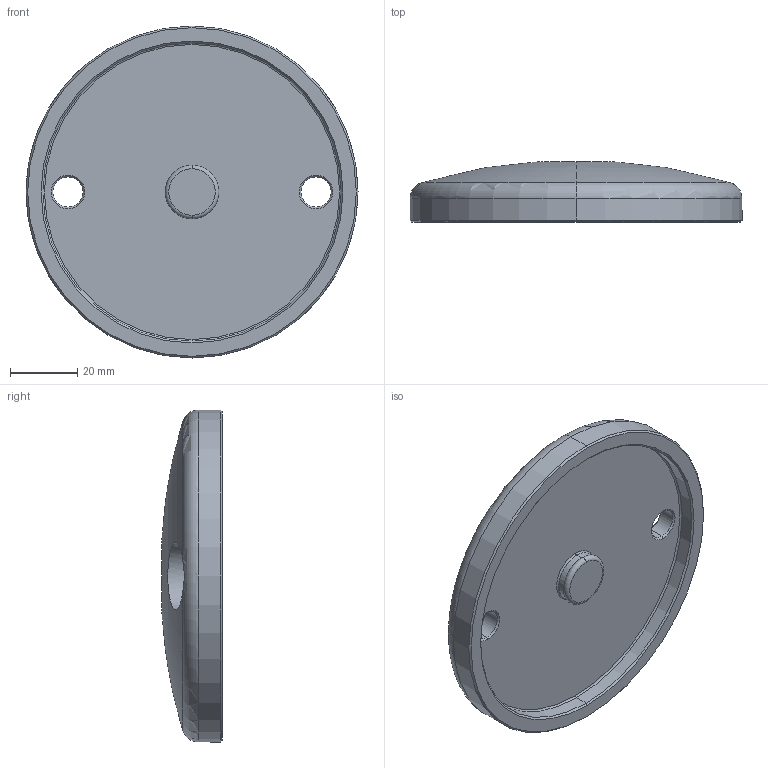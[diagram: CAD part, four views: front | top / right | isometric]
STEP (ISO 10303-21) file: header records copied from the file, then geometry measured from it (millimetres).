
FILE_DESCRIPTION (( 'STEP AP214' ), '1' );
FILE_NAME ('098d100eb.STEP', '2014-08-11T12:29:54', ( '' ), ( '' ), 'SwSTEP 2.0', 'SolidWorks 2014', '' );
FILE_SCHEMA (( 'AUTOMOTIVE_DESIGN' ));
Length unit declared in the file: millimetre
Products named in the file (1): 098d100eb
Bounding box: 99 x 18 x 99 mm (x, y, z)
Volume: 76279.5 mm3; surface area: 20768.5 mm2
Topology: 1 solids, 1 shells, 53 faces, 114 edges, 67 vertices
Faces by surface type: cylinder 18, cone 14, torus 12, plane 7, sphere 2
Entity records: 1665 total; most frequent: CARTESIAN_POINT 417, DIRECTION 288, ORIENTED_EDGE 228, AXIS2_PLACEMENT_3D 128, EDGE_CURVE 114, CIRCLE 74, VERTEX_POINT 67, EDGE_LOOP 61
